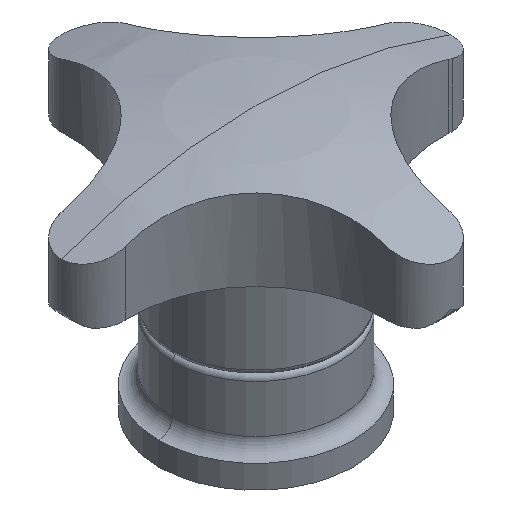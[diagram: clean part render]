
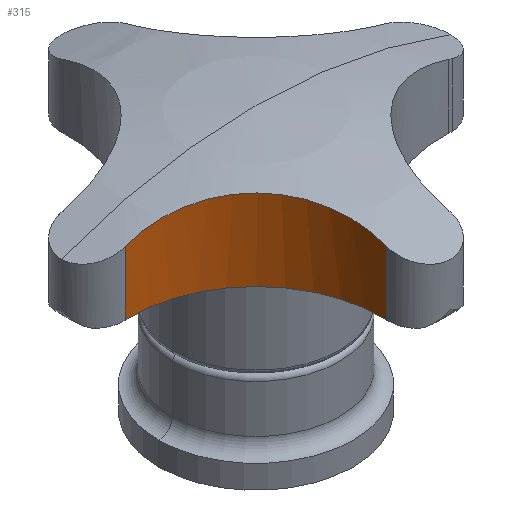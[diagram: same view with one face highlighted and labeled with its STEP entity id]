
A CAD part, isometric view. The second image highlights one B-rep face of the part: STEP entity #315.
In plain terms, the highlighted cylindrical face has radius 16 mm (diameter 32 mm), a partial arc.
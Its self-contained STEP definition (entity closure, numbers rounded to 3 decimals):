
#235=VERTEX_POINT('',#664);
#265=VERTEX_POINT('',#700);
#315=ADVANCED_FACE('',(#755),#756,.F.);
#379=EDGE_CURVE('',#265,#235,#826,.T.);
#427=VERTEX_POINT('',#878);
#561=EDGE_CURVE('',#577,#427,#1025,.T.);
#577=VERTEX_POINT('',#1042);
#581=EDGE_CURVE('',#577,#235,#1046,.T.);
#625=EDGE_CURVE('',#427,#265,#1092,.T.);
#664=CARTESIAN_POINT('',(-3.995,-20.795,30.72));
#700=CARTESIAN_POINT('',(-20.795,-3.995,30.72));
#755=FACE_OUTER_BOUND('',#1314,.T.);
#756=CYLINDRICAL_SURFACE('',#1315,16.0);
#826=B_SPLINE_CURVE_WITH_KNOTS('',3,(#1472,#1473,#1474,#1475,#1476,#1477,#1478,#1479,#1480,#1481,#1482,#1483,#1484,#1485,#1486,#1487,#1488,#1489,#1490,#1491),.UNSPECIFIED.,.F.,.F.,(4,2,2,2,2,2,2,2,2,4),(22.743,25.181,28.132,31.082,34.032,36.983,39.972,42.962,45.952,48.942),.UNSPECIFIED.);
#878=CARTESIAN_POINT('',(-20.795,-3.995,22.5));
#1025=CIRCLE('',#1956,16.0);
#1042=CARTESIAN_POINT('',(-3.995,-20.795,22.5));
#1046=LINE('',#2001,#2002);
#1092=LINE('',#2060,#2061);
#1314=EDGE_LOOP('',(#2249,#2250,#2251,#2252));
#1315=AXIS2_PLACEMENT_3D('',#2253,#2254,#2255);
#1472=CARTESIAN_POINT('',(-20.795,-3.995,30.72));
#1473=CARTESIAN_POINT('',(-19.988,-3.953,30.974));
#1474=CARTESIAN_POINT('',(-19.184,-3.974,31.207));
#1475=CARTESIAN_POINT('',(-17.457,-4.144,31.669));
#1476=CARTESIAN_POINT('',(-16.479,-4.327,31.903));
#1477=CARTESIAN_POINT('',(-14.537,-4.892,32.307));
#1478=CARTESIAN_POINT('',(-13.574,-5.273,32.477));
#1479=CARTESIAN_POINT('',(-11.734,-6.219,32.737));
#1480=CARTESIAN_POINT('',(-10.857,-6.785,32.827));
#1481=CARTESIAN_POINT('',(-9.245,-8.059,32.925));
#1482=CARTESIAN_POINT('',(-8.511,-8.767,32.932));
#1483=CARTESIAN_POINT('',(-7.217,-10.265,32.873));
#1484=CARTESIAN_POINT('',(-6.617,-11.103,32.804));
#1485=CARTESIAN_POINT('',(-5.585,-12.9,32.582));
#1486=CARTESIAN_POINT('',(-5.152,-13.858,32.429));
#1487=CARTESIAN_POINT('',(-4.485,-15.827,32.048));
#1488=CARTESIAN_POINT('',(-4.251,-16.84,31.819));
#1489=CARTESIAN_POINT('',(-3.981,-18.849,31.305));
#1490=CARTESIAN_POINT('',(-3.946,-19.845,31.019));
#1491=CARTESIAN_POINT('',(-3.995,-20.795,30.72));
#1956=AXIS2_PLACEMENT_3D('',#2547,#2548,#2549);
#2001=CARTESIAN_POINT('',(-3.995,-20.795,22.5));
#2002=VECTOR('',#2567,1.0);
#2060=CARTESIAN_POINT('',(-20.795,-3.995,22.5));
#2061=VECTOR('',#2606,1.0);
#2249=ORIENTED_EDGE('',*,*,#379,.F.);
#2250=ORIENTED_EDGE('',*,*,#625,.F.);
#2251=ORIENTED_EDGE('',*,*,#561,.F.);
#2252=ORIENTED_EDGE('',*,*,#581,.T.);
#2253=CARTESIAN_POINT('',(-19.974,-19.974,22.5));
#2254=DIRECTION('',(-0.0,-0.0,-1.0));
#2255=DIRECTION('',(0.999,-0.051,0.0));
#2547=CARTESIAN_POINT('',(-19.974,-19.974,22.5));
#2548=DIRECTION('',(0.,0.,1.0));
#2549=DIRECTION('',(0.999,-0.051,0.));
#2567=DIRECTION('',(0.0,0.0,1.0));
#2606=DIRECTION('',(0.0,0.0,1.0));
